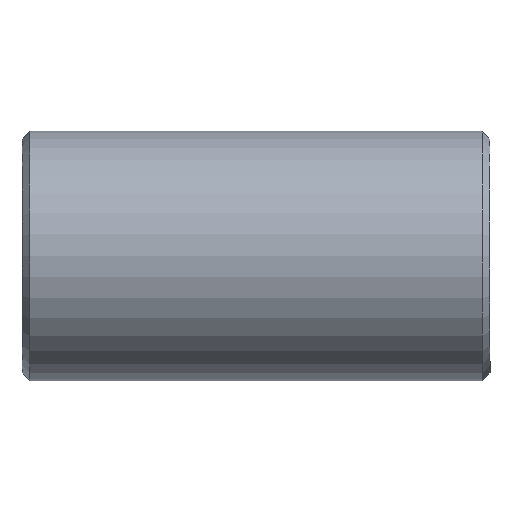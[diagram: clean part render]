
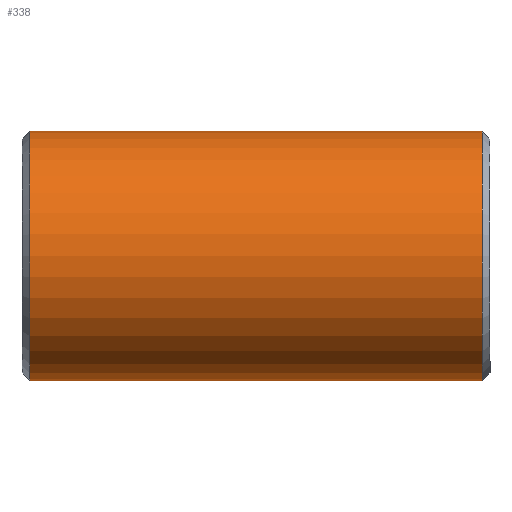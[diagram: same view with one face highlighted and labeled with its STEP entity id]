
A CAD part, top view. The second image highlights one B-rep face of the part: STEP entity #338.
In plain terms, the highlighted cylindrical face has radius 8 mm (diameter 16 mm), a partial arc.
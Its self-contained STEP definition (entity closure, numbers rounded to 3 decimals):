
#3 = AXIS2_PLACEMENT_3D ( 'NONE', #359, #55, #354 ) ;
#9 = EDGE_CURVE ( 'NONE', #341, #38, #310, .T. ) ;
#26 = DIRECTION ( 'NONE',  ( 1., 0., 0. ) ) ;
#27 = ORIENTED_EDGE ( 'NONE', *, *, #247, .T. ) ;
#38 = VERTEX_POINT ( 'NONE', #173 ) ;
#55 = DIRECTION ( 'NONE',  ( -1., 0., 0. ) ) ;
#62 = VERTEX_POINT ( 'NONE', #111 ) ;
#63 = FACE_OUTER_BOUND ( 'NONE', #177, .T. ) ;
#77 = VECTOR ( 'NONE', #432, 1000. ) ;
#100 = CYLINDRICAL_SURFACE ( 'NONE', #107, 8. ) ;
#103 = LINE ( 'NONE', #144, #77 ) ;
#107 = AXIS2_PLACEMENT_3D ( 'NONE', #238, #26, #204 ) ;
#111 = CARTESIAN_POINT ( 'NONE',  ( -0.5, 8., 0. ) ) ;
#142 = DIRECTION ( 'NONE',  ( 0., -1., 0. ) ) ;
#143 = EDGE_CURVE ( 'NONE', #341, #62, #235, .T. ) ;
#144 = CARTESIAN_POINT ( 'NONE',  ( 0., -8., 0. ) ) ;
#146 = AXIS2_PLACEMENT_3D ( 'NONE', #207, #243, #142 ) ;
#173 = CARTESIAN_POINT ( 'NONE',  ( -29.5, -8., 0. ) ) ;
#177 = EDGE_LOOP ( 'NONE', ( #431, #336, #27, #262 ) ) ;
#204 = DIRECTION ( 'NONE',  ( 0., 1., 0. ) ) ;
#207 = CARTESIAN_POINT ( 'NONE',  ( -29.5, 0., 0. ) ) ;
#235 = LINE ( 'NONE', #430, #287 ) ;
#238 = CARTESIAN_POINT ( 'NONE',  ( 0., 0., 0. ) ) ;
#243 = DIRECTION ( 'NONE',  ( 1., 0., 0. ) ) ;
#247 = EDGE_CURVE ( 'NONE', #401, #62, #340, .T. ) ;
#262 = ORIENTED_EDGE ( 'NONE', *, *, #143, .F. ) ;
#284 = EDGE_CURVE ( 'NONE', #38, #401, #103, .T. ) ;
#287 = VECTOR ( 'NONE', #419, 1000. ) ;
#310 = CIRCLE ( 'NONE', #146, 8. ) ;
#317 = CARTESIAN_POINT ( 'NONE',  ( -0.5, -8., 0. ) ) ;
#336 = ORIENTED_EDGE ( 'NONE', *, *, #284, .T. ) ;
#338 = ADVANCED_FACE ( 'NONE', ( #63 ), #100, .T. ) ;
#340 = CIRCLE ( 'NONE', #3, 8. ) ;
#341 = VERTEX_POINT ( 'NONE', #369 ) ;
#354 = DIRECTION ( 'NONE',  ( 0., 1., 0. ) ) ;
#359 = CARTESIAN_POINT ( 'NONE',  ( -0.5, 0., 0. ) ) ;
#369 = CARTESIAN_POINT ( 'NONE',  ( -29.5, 8., 0. ) ) ;
#401 = VERTEX_POINT ( 'NONE', #317 ) ;
#419 = DIRECTION ( 'NONE',  ( 1., 0., 0. ) ) ;
#430 = CARTESIAN_POINT ( 'NONE',  ( 0., 8., 0. ) ) ;
#431 = ORIENTED_EDGE ( 'NONE', *, *, #9, .T. ) ;
#432 = DIRECTION ( 'NONE',  ( 1., 0., 0. ) ) ;
